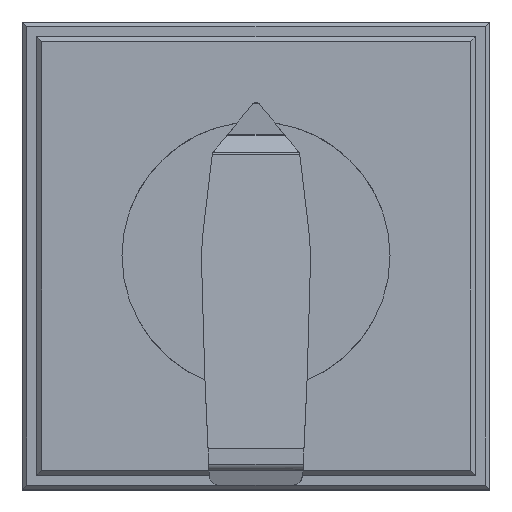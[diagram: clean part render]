
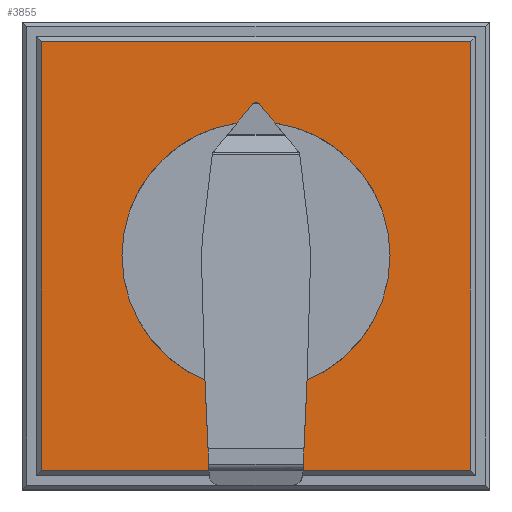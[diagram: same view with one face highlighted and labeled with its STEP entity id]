
A CAD part, top view. The second image highlights one B-rep face of the part: STEP entity #3855.
In plain terms, the highlighted planar face has unit normal (0, 0, 1).
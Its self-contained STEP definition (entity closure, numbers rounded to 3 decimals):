
#3792=CARTESIAN_POINT('',(0.5,-22.,71.2));
#3793=VERTEX_POINT('',#3792);
#3800=CARTESIAN_POINT('',(0.5,22.0,71.2));
#3801=VERTEX_POINT('',#3800);
#3802=CARTESIAN_POINT('',(0.5,-22.,71.2));
#3803=DIRECTION('',(0.0,1.0,0.0));
#3804=VECTOR('',#3803,44.);
#3805=LINE('',#3802,#3804);
#3806=EDGE_CURVE('',#3793,#3801,#3805,.T.);
#3825=CARTESIAN_POINT('',(22.5,0.0,71.2));
#3826=DIRECTION('',(0.0,0.0,1.0));
#3827=DIRECTION('',(1.0,0.0,0.0));
#3828=AXIS2_PLACEMENT_3D('',#3825,#3826,#3827);
#3829=PLANE('',#3828);
#3830=ORIENTED_EDGE('',*,*,#3806,.F.);
#3831=CARTESIAN_POINT('',(44.5,-22.,71.2));
#3832=VERTEX_POINT('',#3831);
#3833=CARTESIAN_POINT('',(44.5,-22.,71.2));
#3834=DIRECTION('',(-1.0,0.0,0.0));
#3835=VECTOR('',#3834,44.);
#3836=LINE('',#3833,#3835);
#3837=EDGE_CURVE('',#3832,#3793,#3836,.T.);
#3838=ORIENTED_EDGE('',*,*,#3837,.F.);
#3839=CARTESIAN_POINT('',(44.5,22.0,71.2));
#3840=VERTEX_POINT('',#3839);
#3841=CARTESIAN_POINT('',(44.5,22.0,71.2));
#3842=DIRECTION('',(0.0,-1.0,0.0));
#3843=VECTOR('',#3842,44.);
#3844=LINE('',#3841,#3843);
#3845=EDGE_CURVE('',#3840,#3832,#3844,.T.);
#3846=ORIENTED_EDGE('',*,*,#3845,.F.);
#3847=CARTESIAN_POINT('',(0.5,22.0,71.2));
#3848=DIRECTION('',(1.0,0.0,0.0));
#3849=VECTOR('',#3848,44.);
#3850=LINE('',#3847,#3849);
#3851=EDGE_CURVE('',#3801,#3840,#3850,.T.);
#3852=ORIENTED_EDGE('',*,*,#3851,.F.);
#3853=EDGE_LOOP('',(#3830,#3838,#3846,#3852));
#3854=FACE_OUTER_BOUND('',#3853,.T.);
#3855=ADVANCED_FACE('',(#3854),#3829,.T.);
